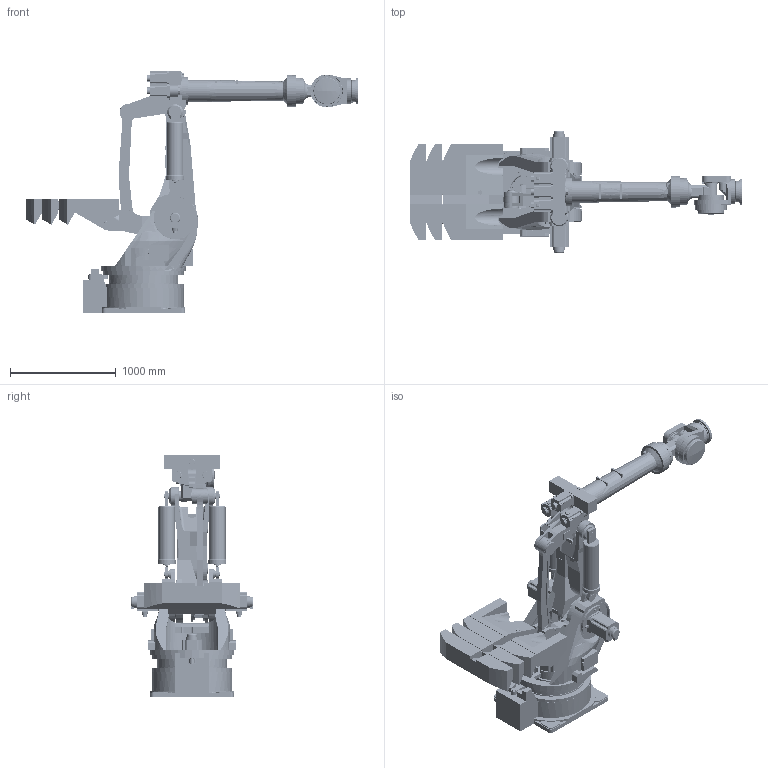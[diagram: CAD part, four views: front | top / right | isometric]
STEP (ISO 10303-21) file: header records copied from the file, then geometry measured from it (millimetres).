
FILE_DESCRIPTION (( 'STEP AP203' ), '1' );
FILE_NAME ('[04] HX500-0B-TOTAL-ASSY_01_151119.STEP', '2015-11-20T05:12:26', ( 'fulluser' ), ( '' ), 'SwSTEP 2.0', 'SolidWorks 2014', '' );
FILE_SCHEMA (( 'CONFIG_CONTROL_DESIGN' ));
Length unit declared in the file: millimetre
Products named in the file (101): [HX300] A2-003-MOTOR BASE_00_151117; 6906ZZ_151119; [HX400] A2-027-BS PRESSURE PLATE_00_151119; [HX300] A2-001-LOWER FRAME_04_151117_晦獄 撲薑; AS568-170_O-Ring_151119; A2-069-VLINKSHAFT_151117_晦獄 撲薑; [HX500] R1 馬樓晦(RV-160N-81)_151119; [HX300] A2-010-VLINK_00_151117_晦獄 撲薑; [HX500] W1-037_SHIM COLLAR(5)_00_151119; [HX300] A2-047-J6 SHAFT(R)_00_151117; hx300_a1_037_151117; [HX300] A2-028-BS SHAFT_00_151117; [HX500] R2_Motor_Assy_01_151119; [HX300] A2-031-BS COLLAR_00_151119; RV450E3-231_151119_晦獄 撲薑; [HX500] R1 Reducer ASSY_00_151119; 渠蘆 犒餌33012J1_151117_晦獄 撲薑; [HX500] Mechanical Interface_00_151119; A2-061-VLINKSHAFTHOLDER_151117_晦獄 撲薑; G170_O-Ring_151119; A2-LARM-ASSY_151119_晦獄 撲薑; [HX500] A1_002_ARM PIPE_05_151119; [HX300] A2-032-BS COLLAR_00_151117; [HX500] A1-015-GEAR(B AXIS)_00_151119; [HX400] A2-BS-TUBE-ASSY_00_151119_晦獄 撲薑; [HX300] A1_034_BRACKET_00_151119; A2-102-V-REDUCER-RV450PIN_151117_晦獄 撲薑; [HX500] W1-036_00(SG_cover_gasket)_151119; [HX300] S1-001-BASEBODY_00_151117_晦獄 撲薑; 渠蘆 犒餌NILOS-33012AV1_151117_晦獄 撲薑; SB M10_55_腊阿圈嘿捞杭飘_151119; 渠蘆 犒餌NILOS-33012AV_151117_晦獄 撲薑; AS568-272_O-Ring_151119; [HX300] A2-004-HINGE_00_151117_晦獄 撲薑; RV-260F-79.83_151117; STWN 40_蝶鹿葭(蹴辨)_151117; [HX500] B_Motor_Assy_01_151119; [HX400] A2-029-BS ROD_00_151119; POWER LOCK TLK300 22-26_151119; E1-011-PACKING_151117_晦獄 撲薑 ...
Assembly tree (144 placements, depth 6):
  [04] HX500-0B-TOTAL-ASSY_01_151119
    S1-ASSY_151117_晦獄 撲薑
      [HX300] S1-001-BASEBODY_00_151117_晦獄 撲薑
      [HX300] S1-002 S1 BEARING CASE_00_151117_晦獄 撲薑
      S1-011-S1STOPPER_151117_晦獄 撲薑
      S1-012-STOPPERPIN_151117_晦獄 撲薑
      [HX300] S1-003 BEARING REBOUND(TOP)_00_151117
    [HX500] A2-FRAME-ASSY_01_151119_晦獄 撲薑
      [HX300] A2-001-LOWER FRAME_04_151117_晦獄 撲薑
      RV450E3-231_151119_晦獄 撲薑
      A2-102-V-REDUCER-RV450PIN_151117_晦獄 撲薑
      E1-011-PACKING_151117_晦獄 撲薑
      [HX300] A2-084-COVER(NAME)_00_151117_晦獄 撲薑  x2
      渠蘆 犒餌E1-011-PACKING_151117_晦獄 撲薑
      A2-085-COVER_151117_晦獄 撲薑
      TSM1814N8234_151117  x3
      [HX300] A2-003-MOTOR BASE_00_151117  x2
      [HX300] A2-028-BS SHAFT_00_151117  x2
      [HX300] A2-032-BS COLLAR_00_151117  x2
      STWN 40_蝶鹿葭(蹴辨)_151117  x2
    A2-LARM-ASSY_151119_晦獄 撲薑
      [HX300] A2-002-UPPER FRAME_00_151117_晦獄 撲薑
      A2-049-UARMCOVER_151117_晦獄 撲薑  x2
      A2-050-UARMCOVER_151117  x4
      [HX300] A2-046-J6 SHAFT(L)_00_151117
      [HX300] A2-047-J6 SHAFT(R)_00_151117
      [HX300] A2-032-BS COLLAR_00_151117  x2
      STWN 40_蝶鹿葭(蹴辨)_151117  x2
    [HX400S] A2-HINGE-ASSY_00_151119_晦獄 撲薑
      [HX300] A2-004-HINGE_00_151117_晦獄 撲薑
      [HX300] A2-005-CWEIGHT_00_151117_晦獄 撲薑
      [HX400S] A2-005B-BALANCE WEIGHT-B_00_151119_晦獄 撲薑  x2
      [HX400S] A2-005C-BALANCE WEIGHT-C_01_151119_晦獄 撲薑
    [HX300] A2-LINK-ASSY_00_151117_晦獄 撲薑
      A2-060-VLINKSHAFT_151117_晦獄 撲薑
      [HX300] A2-010-VLINK_00_151117_晦獄 撲薑
      A2-061-VLINKSHAFTHOLDER_151117_晦獄 撲薑
      渠蘆 犒餌NILOS-33012AV_151117_晦獄 撲薑
      渠蘆 犒餌33012J_151117_晦獄 撲薑
      FU12SS_151117_晦獄 撲薑  x2
      A2-063-COLLAR_151117_晦獄 撲薑
      33012J_151117_晦獄 撲薑
      NILOS-33012AV_151117_晦獄 撲薑
      A2-069-VLINKSHAFT_151117_晦獄 撲薑
      渠蘆 犒餌33012J1_151117_晦獄 撲薑
      渠蘆 犒餌NILOS-33012AV1_151117_晦獄 撲薑
      A2-068-VLINKSHAFTHOLDER_151117_晦獄 撲薑
    [HX500] A1-ASSY_02_151119
      [HX300] A1_001_ARM FRAME_02_151117
      [HX500] R2_Motor_Assy_01_151119
        TSM3508N7020E730_20140123_151119
        [HX300] A1_034_BRACKET_00_151119
        POWER LOCK TLK300 22-26_151119  x2
        [HX400] A1-014A-GEAR(R2 AXIS)_00_151119
        SB-A M5_30_腊阿圈嘿捞杭飘_151119
          SB M5_30_腊阿圈嘿捞杭飘_151119
          SW-A M5_胶橇傅客寂(A)_151119
        6906ZZ_151119
      [HX500] B_Motor_Assy_01_151119
        TSM3508N7020E730_20140123_151119
Bounding box: 3139 x 1154 x 2289.5 mm (x, y, z)
Volume: 429193760.7 mm3; surface area: 27629586 mm2
Topology: 211 solids, 219 shells, 5453 faces, 13159 edges, 8332 vertices
Faces by surface type: plane 2313, cylinder 2175, cone 481, torus 260, bspline 219, sphere 5
Entity records: 141328 total; most frequent: CARTESIAN_POINT 36224, DIRECTION 20594, ORIENTED_EDGE 18689, EDGE_CURVE 9360, AXIS2_PLACEMENT_3D 7932, VERTEX_POINT 6031, VECTOR 4730, LINE 4730
